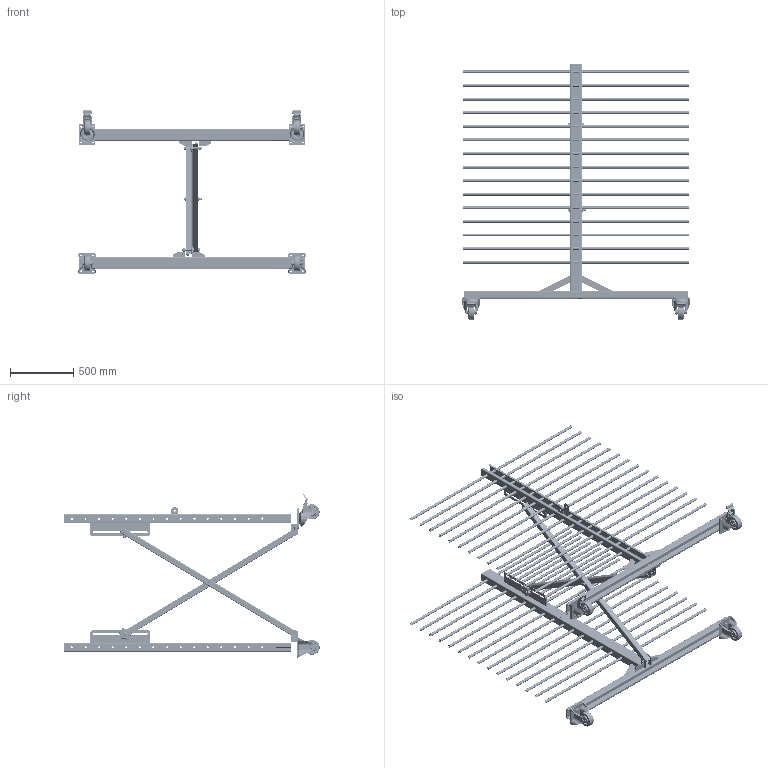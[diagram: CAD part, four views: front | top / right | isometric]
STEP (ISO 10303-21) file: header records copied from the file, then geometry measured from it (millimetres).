
FILE_DESCRIPTION(('FreeCAD Model'),'2;1');
FILE_NAME('Open CASCADE Shape Model','2025-05-04T17:47:13',('FreeCAD'),( 'FreeCAD'),'Open CASCADE STEP processor 7.6','FreeCAD','Unknown');
FILE_SCHEMA(('AUTOMOTIVE_DESIGN { 1 0 10303 214 1 1 1 1 }'));
Products named in the file (1): Open CASCADE STEP translator 7.6 1
Bounding box: 1792.55 x 2010.76 x 1290.76 mm (x, y, z)
Volume: 21521761.8 mm3; surface area: 19201562.1 mm2
Topology: 364 solids, 364 shells, 6969 faces, 17017 edges, 10348 vertices
Faces by surface type: bspline 6969
Entity records: 234769 total; most frequent: CARTESIAN_POINT 140009, ORIENTED_EDGE 32802, EDGE_CURVE 16401, VERTEX_POINT 10348, B_SPLINE_CURVE_WITH_KNOTS 9063, FACE_BOUND 7823, EDGE_LOOP 7823, ADVANCED_FACE 6969
